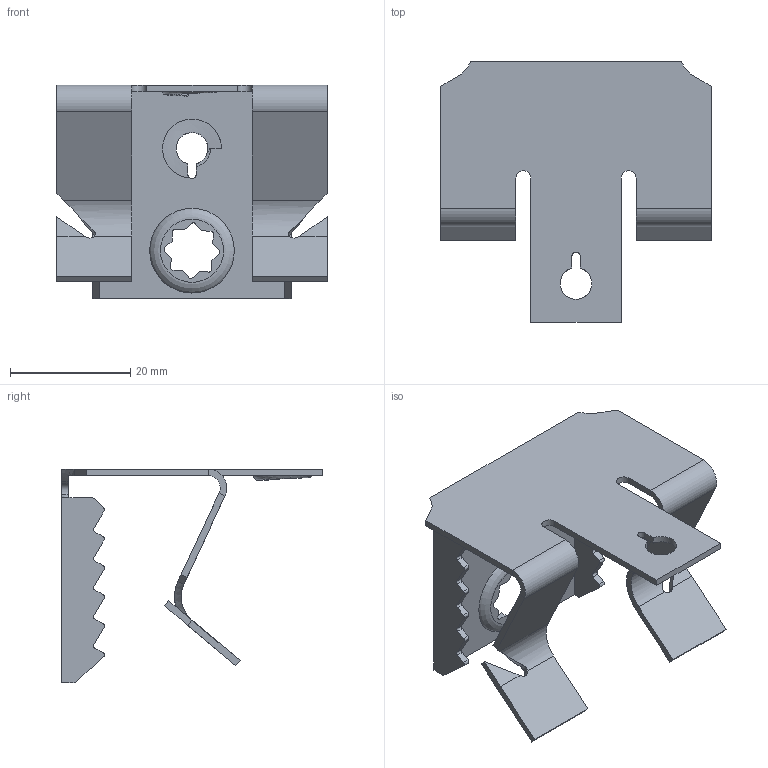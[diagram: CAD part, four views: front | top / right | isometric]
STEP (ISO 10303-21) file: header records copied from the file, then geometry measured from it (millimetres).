
FILE_DESCRIPTION (( 'STEP AP214' ), '1' );
FILE_NAME ('1488285.stp', '2024-03-12T13:31:58', ( '' ), ( '' ), 'SwSTEP 2.0', 'SolidWorks 2022', '' );
FILE_SCHEMA (( 'AUTOMOTIVE_DESIGN' ));
Length unit declared in the file: millimetre
Products named in the file (1): 1488285
Bounding box: 45 x 43.42 x 35.54 mm (x, y, z)
Volume: 4006.8 mm3; surface area: 7871.7 mm2
Topology: 1 solids, 1 shells, 179 faces, 489 edges, 314 vertices
Faces by surface type: plane 108, cylinder 55, bspline 13, torus 3
Entity records: 6753 total; most frequent: CARTESIAN_POINT 2261, ORIENTED_EDGE 972, DIRECTION 871, EDGE_CURVE 486, LINE 317, VECTOR 317, VERTEX_POINT 313, AXIS2_PLACEMENT_3D 277
